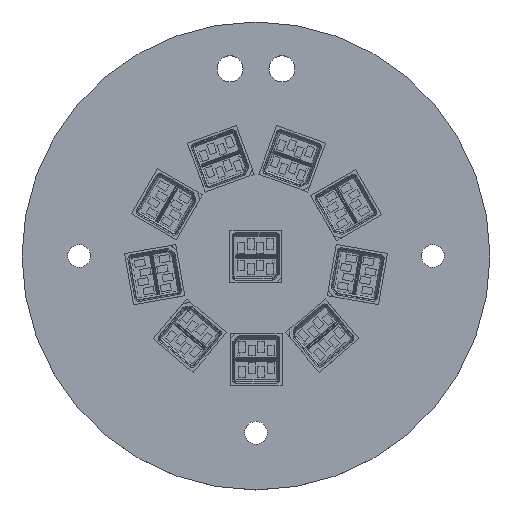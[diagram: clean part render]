
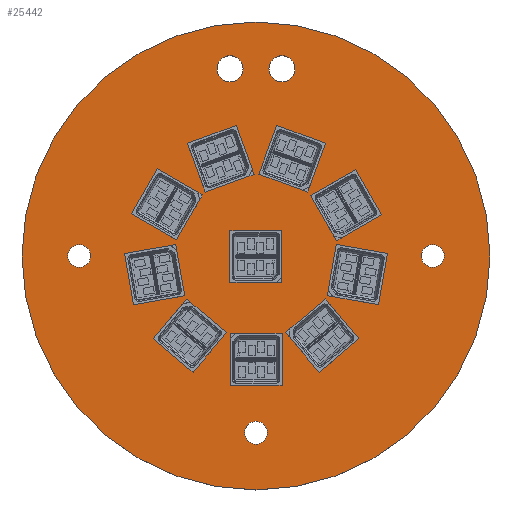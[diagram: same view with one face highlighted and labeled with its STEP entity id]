
A CAD part, top view. The second image highlights one B-rep face of the part: STEP entity #25442.
In plain terms, the highlighted planar face has unit normal (0, 0, 1).
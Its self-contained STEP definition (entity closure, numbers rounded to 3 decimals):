
#25202 = VERTEX_POINT('',#25203);
#25203 = CARTESIAN_POINT('',(172.5,-100.,1.6));
#25210 = CYLINDRICAL_SURFACE('',#25211,22.5);
#25211 = AXIS2_PLACEMENT_3D('',#25212,#25213,#25214);
#25212 = CARTESIAN_POINT('',(150.,-100.,0.));
#25213 = DIRECTION('',(-0.,-0.,-1.));
#25214 = DIRECTION('',(1.,0.,-0.));
#25229 = EDGE_CURVE('',#25202,#25202,#25230,.T.);
#25230 = SURFACE_CURVE('',#25231,(#25236,#25243),.PCURVE_S1.);
#25231 = CIRCLE('',#25232,22.5);
#25232 = AXIS2_PLACEMENT_3D('',#25233,#25234,#25235);
#25233 = CARTESIAN_POINT('',(150.,-100.,1.6));
#25234 = DIRECTION('',(0.,0.,1.));
#25235 = DIRECTION('',(1.,0.,-0.));
#25236 = PCURVE('',#25210,#25237);
#25237 = DEFINITIONAL_REPRESENTATION('',(#25238),#25242);
#25238 = LINE('',#25239,#25240);
#25239 = CARTESIAN_POINT('',(-0.,-1.6));
#25240 = VECTOR('',#25241,1.);
#25241 = DIRECTION('',(-1.,0.));
#25242 = ( GEOMETRIC_REPRESENTATION_CONTEXT(2) 
PARAMETRIC_REPRESENTATION_CONTEXT() REPRESENTATION_CONTEXT('2D SPACE',''
  ) );
#25243 = PCURVE('',#25244,#25249);
#25244 = PLANE('',#25245);
#25245 = AXIS2_PLACEMENT_3D('',#25246,#25247,#25248);
#25246 = CARTESIAN_POINT('',(150.,-100.,1.6));
#25247 = DIRECTION('',(0.,0.,1.));
#25248 = DIRECTION('',(1.,0.,-0.));
#25249 = DEFINITIONAL_REPRESENTATION('',(#25250),#25254);
#25250 = CIRCLE('',#25251,22.5);
#25251 = AXIS2_PLACEMENT_2D('',#25252,#25253);
#25252 = CARTESIAN_POINT('',(0.,0.));
#25253 = DIRECTION('',(1.,0.));
#25254 = ( GEOMETRIC_REPRESENTATION_CONTEXT(2) 
PARAMETRIC_REPRESENTATION_CONTEXT() REPRESENTATION_CONTEXT('2D SPACE',''
  ) );
#25307 = CYLINDRICAL_SURFACE('',#25308,1.1);
#25308 = AXIS2_PLACEMENT_3D('',#25309,#25310,#25311);
#25309 = CARTESIAN_POINT('',(133.,-100.,-0.8));
#25310 = DIRECTION('',(0.,0.,1.));
#25311 = DIRECTION('',(1.,0.,-0.));
#25338 = CYLINDRICAL_SURFACE('',#25339,1.1);
#25339 = AXIS2_PLACEMENT_3D('',#25340,#25341,#25342);
#25340 = CARTESIAN_POINT('',(150.,-117.,-0.8));
#25341 = DIRECTION('',(0.,0.,1.));
#25342 = DIRECTION('',(1.,0.,-0.));
#25369 = CYLINDRICAL_SURFACE('',#25370,1.1);
#25370 = AXIS2_PLACEMENT_3D('',#25371,#25372,#25373);
#25371 = CARTESIAN_POINT('',(167.,-100.,-0.8));
#25372 = DIRECTION('',(0.,0.,1.));
#25373 = DIRECTION('',(1.,0.,-0.));
#25400 = CYLINDRICAL_SURFACE('',#25401,1.25);
#25401 = AXIS2_PLACEMENT_3D('',#25402,#25403,#25404);
#25402 = CARTESIAN_POINT('',(147.5,-82.,-0.8));
#25403 = DIRECTION('',(0.,0.,1.));
#25404 = DIRECTION('',(1.,0.,-0.));
#25431 = CYLINDRICAL_SURFACE('',#25432,1.25);
#25432 = AXIS2_PLACEMENT_3D('',#25433,#25434,#25435);
#25433 = CARTESIAN_POINT('',(152.5,-82.,-0.8));
#25434 = DIRECTION('',(0.,0.,1.));
#25435 = DIRECTION('',(1.,0.,-0.));
#25442 = ADVANCED_FACE('',(#25443,#25446,#25472,#25498,#25524,#25550),
  #25244,.T.);
#25443 = FACE_BOUND('',#25444,.T.);
#25444 = EDGE_LOOP('',(#25445));
#25445 = ORIENTED_EDGE('',*,*,#25229,.T.);
#25446 = FACE_BOUND('',#25447,.T.);
#25447 = EDGE_LOOP('',(#25448));
#25448 = ORIENTED_EDGE('',*,*,#25449,.F.);
#25449 = EDGE_CURVE('',#25450,#25450,#25452,.T.);
#25450 = VERTEX_POINT('',#25451);
#25451 = CARTESIAN_POINT('',(134.1,-100.,1.6));
#25452 = SURFACE_CURVE('',#25453,(#25458,#25465),.PCURVE_S1.);
#25453 = CIRCLE('',#25454,1.1);
#25454 = AXIS2_PLACEMENT_3D('',#25455,#25456,#25457);
#25455 = CARTESIAN_POINT('',(133.,-100.,1.6));
#25456 = DIRECTION('',(0.,0.,1.));
#25457 = DIRECTION('',(1.,0.,-0.));
#25458 = PCURVE('',#25244,#25459);
#25459 = DEFINITIONAL_REPRESENTATION('',(#25460),#25464);
#25460 = CIRCLE('',#25461,1.1);
#25461 = AXIS2_PLACEMENT_2D('',#25462,#25463);
#25462 = CARTESIAN_POINT('',(-17.,0.));
#25463 = DIRECTION('',(1.,0.));
#25464 = ( GEOMETRIC_REPRESENTATION_CONTEXT(2) 
PARAMETRIC_REPRESENTATION_CONTEXT() REPRESENTATION_CONTEXT('2D SPACE',''
  ) );
#25465 = PCURVE('',#25307,#25466);
#25466 = DEFINITIONAL_REPRESENTATION('',(#25467),#25471);
#25467 = LINE('',#25468,#25469);
#25468 = CARTESIAN_POINT('',(0.,2.4));
#25469 = VECTOR('',#25470,1.);
#25470 = DIRECTION('',(1.,0.));
#25471 = ( GEOMETRIC_REPRESENTATION_CONTEXT(2) 
PARAMETRIC_REPRESENTATION_CONTEXT() REPRESENTATION_CONTEXT('2D SPACE',''
  ) );
#25472 = FACE_BOUND('',#25473,.T.);
#25473 = EDGE_LOOP('',(#25474));
#25474 = ORIENTED_EDGE('',*,*,#25475,.F.);
#25475 = EDGE_CURVE('',#25476,#25476,#25478,.T.);
#25476 = VERTEX_POINT('',#25477);
#25477 = CARTESIAN_POINT('',(151.1,-117.,1.6));
#25478 = SURFACE_CURVE('',#25479,(#25484,#25491),.PCURVE_S1.);
#25479 = CIRCLE('',#25480,1.1);
#25480 = AXIS2_PLACEMENT_3D('',#25481,#25482,#25483);
#25481 = CARTESIAN_POINT('',(150.,-117.,1.6));
#25482 = DIRECTION('',(0.,0.,1.));
#25483 = DIRECTION('',(1.,0.,-0.));
#25484 = PCURVE('',#25244,#25485);
#25485 = DEFINITIONAL_REPRESENTATION('',(#25486),#25490);
#25486 = CIRCLE('',#25487,1.1);
#25487 = AXIS2_PLACEMENT_2D('',#25488,#25489);
#25488 = CARTESIAN_POINT('',(0.,-17.));
#25489 = DIRECTION('',(1.,0.));
#25490 = ( GEOMETRIC_REPRESENTATION_CONTEXT(2) 
PARAMETRIC_REPRESENTATION_CONTEXT() REPRESENTATION_CONTEXT('2D SPACE',''
  ) );
#25491 = PCURVE('',#25338,#25492);
#25492 = DEFINITIONAL_REPRESENTATION('',(#25493),#25497);
#25493 = LINE('',#25494,#25495);
#25494 = CARTESIAN_POINT('',(0.,2.4));
#25495 = VECTOR('',#25496,1.);
#25496 = DIRECTION('',(1.,0.));
#25497 = ( GEOMETRIC_REPRESENTATION_CONTEXT(2) 
PARAMETRIC_REPRESENTATION_CONTEXT() REPRESENTATION_CONTEXT('2D SPACE',''
  ) );
#25498 = FACE_BOUND('',#25499,.T.);
#25499 = EDGE_LOOP('',(#25500));
#25500 = ORIENTED_EDGE('',*,*,#25501,.F.);
#25501 = EDGE_CURVE('',#25502,#25502,#25504,.T.);
#25502 = VERTEX_POINT('',#25503);
#25503 = CARTESIAN_POINT('',(168.1,-100.,1.6));
#25504 = SURFACE_CURVE('',#25505,(#25510,#25517),.PCURVE_S1.);
#25505 = CIRCLE('',#25506,1.1);
#25506 = AXIS2_PLACEMENT_3D('',#25507,#25508,#25509);
#25507 = CARTESIAN_POINT('',(167.,-100.,1.6));
#25508 = DIRECTION('',(0.,0.,1.));
#25509 = DIRECTION('',(1.,0.,-0.));
#25510 = PCURVE('',#25244,#25511);
#25511 = DEFINITIONAL_REPRESENTATION('',(#25512),#25516);
#25512 = CIRCLE('',#25513,1.1);
#25513 = AXIS2_PLACEMENT_2D('',#25514,#25515);
#25514 = CARTESIAN_POINT('',(17.,0.));
#25515 = DIRECTION('',(1.,0.));
#25516 = ( GEOMETRIC_REPRESENTATION_CONTEXT(2) 
PARAMETRIC_REPRESENTATION_CONTEXT() REPRESENTATION_CONTEXT('2D SPACE',''
  ) );
#25517 = PCURVE('',#25369,#25518);
#25518 = DEFINITIONAL_REPRESENTATION('',(#25519),#25523);
#25519 = LINE('',#25520,#25521);
#25520 = CARTESIAN_POINT('',(0.,2.4));
#25521 = VECTOR('',#25522,1.);
#25522 = DIRECTION('',(1.,0.));
#25523 = ( GEOMETRIC_REPRESENTATION_CONTEXT(2) 
PARAMETRIC_REPRESENTATION_CONTEXT() REPRESENTATION_CONTEXT('2D SPACE',''
  ) );
#25524 = FACE_BOUND('',#25525,.T.);
#25525 = EDGE_LOOP('',(#25526));
#25526 = ORIENTED_EDGE('',*,*,#25527,.F.);
#25527 = EDGE_CURVE('',#25528,#25528,#25530,.T.);
#25528 = VERTEX_POINT('',#25529);
#25529 = CARTESIAN_POINT('',(148.75,-82.,1.6));
#25530 = SURFACE_CURVE('',#25531,(#25536,#25543),.PCURVE_S1.);
#25531 = CIRCLE('',#25532,1.25);
#25532 = AXIS2_PLACEMENT_3D('',#25533,#25534,#25535);
#25533 = CARTESIAN_POINT('',(147.5,-82.,1.6));
#25534 = DIRECTION('',(0.,0.,1.));
#25535 = DIRECTION('',(1.,0.,-0.));
#25536 = PCURVE('',#25244,#25537);
#25537 = DEFINITIONAL_REPRESENTATION('',(#25538),#25542);
#25538 = CIRCLE('',#25539,1.25);
#25539 = AXIS2_PLACEMENT_2D('',#25540,#25541);
#25540 = CARTESIAN_POINT('',(-2.5,18.));
#25541 = DIRECTION('',(1.,0.));
#25542 = ( GEOMETRIC_REPRESENTATION_CONTEXT(2) 
PARAMETRIC_REPRESENTATION_CONTEXT() REPRESENTATION_CONTEXT('2D SPACE',''
  ) );
#25543 = PCURVE('',#25400,#25544);
#25544 = DEFINITIONAL_REPRESENTATION('',(#25545),#25549);
#25545 = LINE('',#25546,#25547);
#25546 = CARTESIAN_POINT('',(0.,2.4));
#25547 = VECTOR('',#25548,1.);
#25548 = DIRECTION('',(1.,0.));
#25549 = ( GEOMETRIC_REPRESENTATION_CONTEXT(2) 
PARAMETRIC_REPRESENTATION_CONTEXT() REPRESENTATION_CONTEXT('2D SPACE',''
  ) );
#25550 = FACE_BOUND('',#25551,.T.);
#25551 = EDGE_LOOP('',(#25552));
#25552 = ORIENTED_EDGE('',*,*,#25553,.F.);
#25553 = EDGE_CURVE('',#25554,#25554,#25556,.T.);
#25554 = VERTEX_POINT('',#25555);
#25555 = CARTESIAN_POINT('',(153.75,-82.,1.6));
#25556 = SURFACE_CURVE('',#25557,(#25562,#25569),.PCURVE_S1.);
#25557 = CIRCLE('',#25558,1.25);
#25558 = AXIS2_PLACEMENT_3D('',#25559,#25560,#25561);
#25559 = CARTESIAN_POINT('',(152.5,-82.,1.6));
#25560 = DIRECTION('',(0.,0.,1.));
#25561 = DIRECTION('',(1.,0.,-0.));
#25562 = PCURVE('',#25244,#25563);
#25563 = DEFINITIONAL_REPRESENTATION('',(#25564),#25568);
#25564 = CIRCLE('',#25565,1.25);
#25565 = AXIS2_PLACEMENT_2D('',#25566,#25567);
#25566 = CARTESIAN_POINT('',(2.5,18.));
#25567 = DIRECTION('',(1.,0.));
#25568 = ( GEOMETRIC_REPRESENTATION_CONTEXT(2) 
PARAMETRIC_REPRESENTATION_CONTEXT() REPRESENTATION_CONTEXT('2D SPACE',''
  ) );
#25569 = PCURVE('',#25431,#25570);
#25570 = DEFINITIONAL_REPRESENTATION('',(#25571),#25575);
#25571 = LINE('',#25572,#25573);
#25572 = CARTESIAN_POINT('',(0.,2.4));
#25573 = VECTOR('',#25574,1.);
#25574 = DIRECTION('',(1.,0.));
#25575 = ( GEOMETRIC_REPRESENTATION_CONTEXT(2) 
PARAMETRIC_REPRESENTATION_CONTEXT() REPRESENTATION_CONTEXT('2D SPACE',''
  ) );
